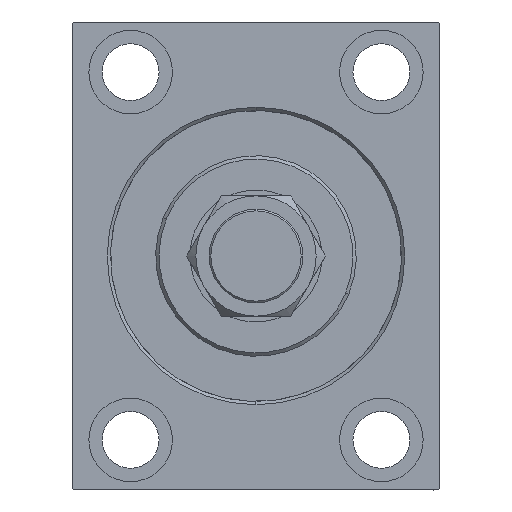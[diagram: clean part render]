
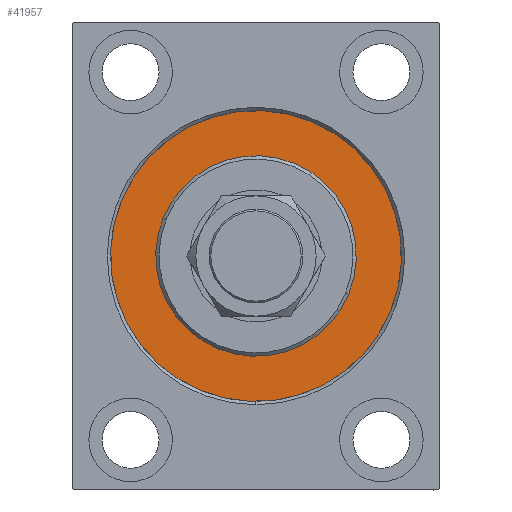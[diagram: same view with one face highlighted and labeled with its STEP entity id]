
A CAD part, left-side view. The second image highlights one B-rep face of the part: STEP entity #41957.
In plain terms, the highlighted face is planar.
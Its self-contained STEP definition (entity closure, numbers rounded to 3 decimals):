
#286 = EDGE_CURVE ( 'NONE', #44469, #39142, #6781, .T. ) ;
#901 = EDGE_LOOP ( 'NONE', ( #18676, #38659 ) ) ;
#1226 = AXIS2_PLACEMENT_3D ( 'NONE', #41539, #38044, #20188 ) ;
#3206 = FACE_OUTER_BOUND ( 'NONE', #29242, .T. ) ;
#4689 = EDGE_CURVE ( 'NONE', #41390, #26733, #38997, .T. ) ;
#5384 = ORIENTED_EDGE ( 'NONE', *, *, #4689, .F. ) ;
#6781 = CIRCLE ( 'NONE', #28494, 30. ) ;
#7194 = DIRECTION ( 'NONE',  ( -1., 0., 0. ) ) ;
#7425 = CARTESIAN_POINT ( 'NONE',  ( 0., 0., 0. ) ) ;
#7577 = EDGE_CURVE ( 'NONE', #26733, #41390, #35341, .T. ) ;
#12015 = DIRECTION ( 'NONE',  ( 0., 0., -1. ) ) ;
#13418 = CARTESIAN_POINT ( 'NONE',  ( 0., 0., -43.5 ) ) ;
#14902 = ORIENTED_EDGE ( 'NONE', *, *, #7577, .F. ) ;
#18052 = DIRECTION ( 'NONE',  ( -1., 0., 0. ) ) ;
#18515 = DIRECTION ( 'NONE',  ( 0., 0., 1. ) ) ;
#18676 = ORIENTED_EDGE ( 'NONE', *, *, #33175, .F. ) ;
#18745 = AXIS2_PLACEMENT_3D ( 'NONE', #43425, #44118, #26028 ) ;
#18832 = DIRECTION ( 'NONE',  ( 1., 0., 0. ) ) ;
#20188 = DIRECTION ( 'NONE',  ( 0., 0., -1. ) ) ;
#20686 = CARTESIAN_POINT ( 'NONE',  ( 0., 0., 43.5 ) ) ;
#22397 = AXIS2_PLACEMENT_3D ( 'NONE', #7425, #7194, #32323 ) ;
#25550 = CARTESIAN_POINT ( 'NONE',  ( 0., 0., 0. ) ) ;
#26028 = DIRECTION ( 'NONE',  ( 0., 0., 1. ) ) ;
#26719 = CIRCLE ( 'NONE', #1226, 30. ) ;
#26733 = VERTEX_POINT ( 'NONE', #20686 ) ;
#28494 = AXIS2_PLACEMENT_3D ( 'NONE', #44181, #18832, #12015 ) ;
#28557 = AXIS2_PLACEMENT_3D ( 'NONE', #25550, #18052, #18515 ) ;
#29242 = EDGE_LOOP ( 'NONE', ( #5384, #14902 ) ) ;
#29734 = CARTESIAN_POINT ( 'NONE',  ( 0., 0., 30. ) ) ;
#32323 = DIRECTION ( 'NONE',  ( 0., 0., 1. ) ) ;
#33175 = EDGE_CURVE ( 'NONE', #39142, #44469, #26719, .T. ) ;
#35341 = CIRCLE ( 'NONE', #28557, 43.5 ) ;
#38044 = DIRECTION ( 'NONE',  ( 1., 0., 0. ) ) ;
#38659 = ORIENTED_EDGE ( 'NONE', *, *, #286, .F. ) ;
#38997 = CIRCLE ( 'NONE', #18745, 43.5 ) ;
#39142 = VERTEX_POINT ( 'NONE', #29734 ) ;
#39601 = PLANE ( 'NONE',  #22397 ) ;
#40263 = CARTESIAN_POINT ( 'NONE',  ( 0., 0., -30. ) ) ;
#41390 = VERTEX_POINT ( 'NONE', #13418 ) ;
#41539 = CARTESIAN_POINT ( 'NONE',  ( 0., 0., 0. ) ) ;
#41957 = ADVANCED_FACE ( 'NONE', ( #43114, #3206 ), #39601, .F. ) ;
#43114 = FACE_BOUND ( 'NONE', #901, .T. ) ;
#43425 = CARTESIAN_POINT ( 'NONE',  ( 0., 0., 0. ) ) ;
#44118 = DIRECTION ( 'NONE',  ( -1., 0., 0. ) ) ;
#44181 = CARTESIAN_POINT ( 'NONE',  ( 0., 0., 0. ) ) ;
#44469 = VERTEX_POINT ( 'NONE', #40263 ) ;
